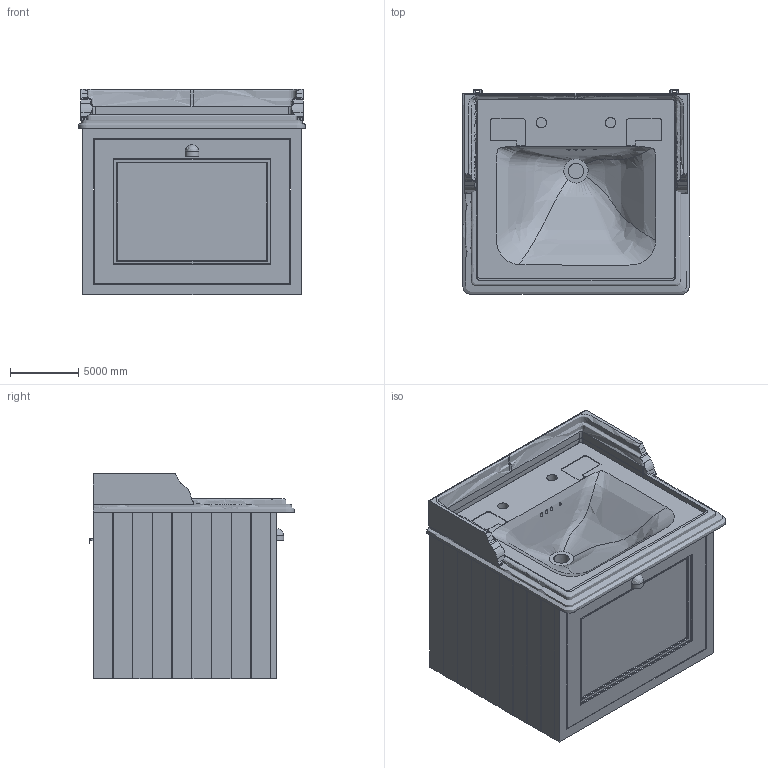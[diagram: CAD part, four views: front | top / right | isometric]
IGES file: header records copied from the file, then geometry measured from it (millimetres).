
Global section: file name: 90565; native system: AutoCAD 2016 - English; preprocessor: Autodesk Translation Framework DWG producer (atf_dwg_producer); organization: unknown; date: 20161027.164742; units: inch
Bounding box: 16615 x 15036.8 x 15062.2 mm (x, y, z)
Volume: 682557208318.2 mm3; surface area: 3241550407.7 mm2
Topology: 27 solids, 27 shells, 620 faces, 1670 edges, 1119 vertices
Faces by surface type: bspline 620
